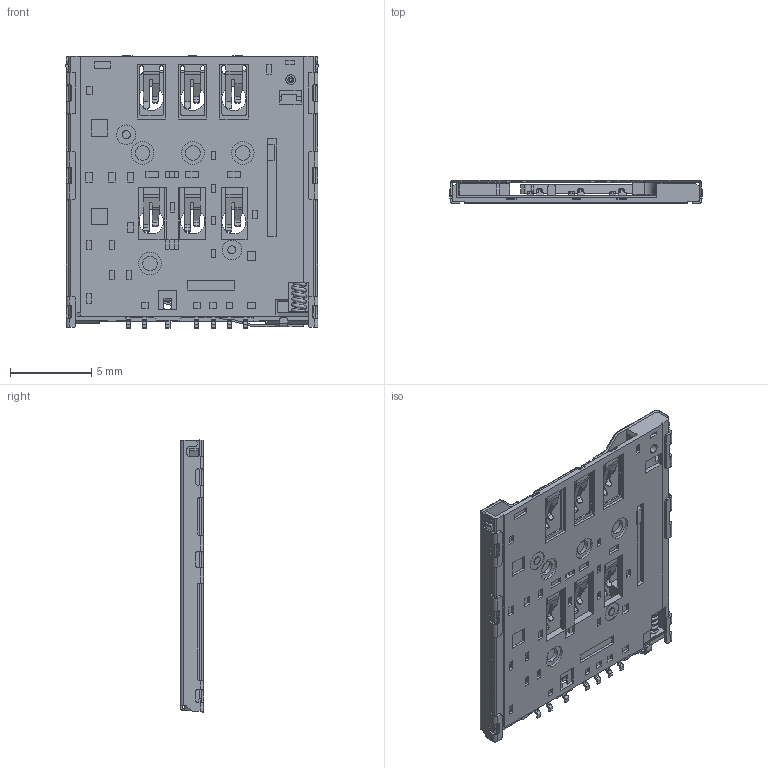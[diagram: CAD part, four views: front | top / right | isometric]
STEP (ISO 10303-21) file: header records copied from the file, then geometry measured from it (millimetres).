
FILE_DESCRIPTION (( 'STEP AP214' ), '1' );
FILE_NAME ('MS009-000諦誧芞.STEP', '2023-02-15T00:01:49', ( '' ), ( '' ), 'SwSTEP 2.0', 'SolidWorks 2021', '' );
FILE_SCHEMA (( 'AUTOMOTIVE_DESIGN' ));
Length unit declared in the file: millimetre
Products named in the file (1): MS009-000諦誧芞
Bounding box: 15.56 x 1.43 x 16.77 mm (x, y, z)
Volume: 140.3 mm3; surface area: 1260.1 mm2
Topology: 1 solids, 1 shells, 1792 faces, 4669 edges, 2947 vertices
Faces by surface type: plane 1134, cylinder 487, torus 122, bspline 35, cone 14
Entity records: 62278 total; most frequent: CARTESIAN_POINT 18122, ORIENTED_EDGE 9338, DIRECTION 8983, EDGE_CURVE 4669, LINE 3289, VECTOR 3289, VERTEX_POINT 2947, AXIS2_PLACEMENT_3D 2847
